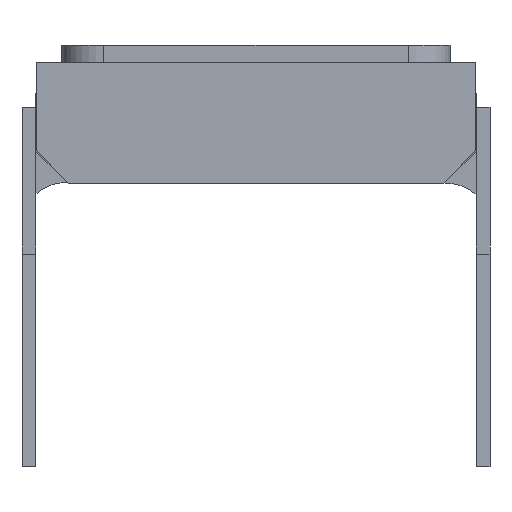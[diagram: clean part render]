
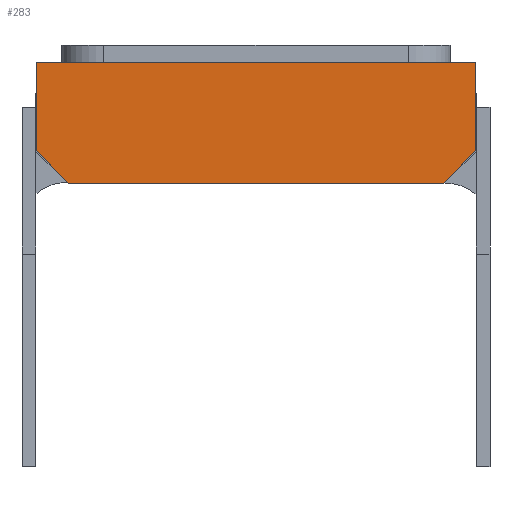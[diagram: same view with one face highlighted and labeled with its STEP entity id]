
A CAD part, front view. The second image highlights one B-rep face of the part: STEP entity #283.
In plain terms, the highlighted face is planar.
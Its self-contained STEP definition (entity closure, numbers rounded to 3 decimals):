
#65=DIRECTION('',(1.,0.,0.));
#66=VECTOR('',#65,6.712);
#67=CARTESIAN_POINT('',(-3.356,0.,17.78));
#68=LINE('',#67,#66);
#72=DIRECTION('',(0.707,0.707,0.));
#73=VECTOR('',#72,0.819);
#74=CARTESIAN_POINT('',(3.356,0.,17.78));
#75=LINE('',#74,#73);
#79=DIRECTION('',(0.707,-0.707,0.));
#80=VECTOR('',#79,0.819);
#81=CARTESIAN_POINT('',(-3.935,0.579,17.78));
#82=LINE('',#81,#80);
#86=DIRECTION('',(0.,1.,0.));
#87=VECTOR('',#86,1.581);
#88=CARTESIAN_POINT('',(-3.935,0.579,17.78));
#89=LINE('',#88,#87);
#135=DIRECTION('',(0.,1.,0.));
#136=VECTOR('',#135,1.581);
#137=CARTESIAN_POINT('',(3.935,0.579,17.78));
#138=LINE('',#137,#136);
#164=DIRECTION('',(1.,0.,0.));
#165=VECTOR('',#164,7.87);
#166=CARTESIAN_POINT('',(-3.935,2.16,17.78));
#167=LINE('',#166,#165);
#199=CARTESIAN_POINT('',(-3.935,2.16,17.78));
#200=CARTESIAN_POINT('',(3.935,2.16,17.78));
#201=VERTEX_POINT('',#199);
#202=VERTEX_POINT('',#200);
#215=CARTESIAN_POINT('',(3.356,0.,17.78));
#216=CARTESIAN_POINT('',(3.935,0.579,17.78));
#217=VERTEX_POINT('',#215);
#218=VERTEX_POINT('',#216);
#227=CARTESIAN_POINT('',(-3.935,0.579,17.78));
#228=VERTEX_POINT('',#227);
#229=CARTESIAN_POINT('',(-3.356,0.,17.78));
#230=VERTEX_POINT('',#229);
#266=CARTESIAN_POINT('',(-3.935,0.,17.78));
#267=DIRECTION('',(0.,0.,1.));
#268=DIRECTION('',(1.,0.,0.));
#269=AXIS2_PLACEMENT_3D('',#266,#267,#268);
#270=PLANE('',#269);
#271=ORIENTED_EDGE('',*,*,#256,.F.);
#272=ORIENTED_EDGE('',*,*,#246,.F.);
#274=ORIENTED_EDGE('',*,*,#273,.F.);
#276=ORIENTED_EDGE('',*,*,#275,.T.);
#278=ORIENTED_EDGE('',*,*,#277,.T.);
#280=ORIENTED_EDGE('',*,*,#279,.F.);
#281=EDGE_LOOP('',(#271,#272,#274,#276,#278,#280));
#282=FACE_OUTER_BOUND('',#281,.F.);
#246=EDGE_CURVE('',#230,#217,#68,.T.);
#256=EDGE_CURVE('',#217,#218,#75,.T.);
#273=EDGE_CURVE('',#228,#230,#82,.T.);
#275=EDGE_CURVE('',#228,#201,#89,.T.);
#277=EDGE_CURVE('',#201,#202,#167,.T.);
#279=EDGE_CURVE('',#218,#202,#138,.T.);
#283=ADVANCED_FACE('',(#282),#270,.T.);
